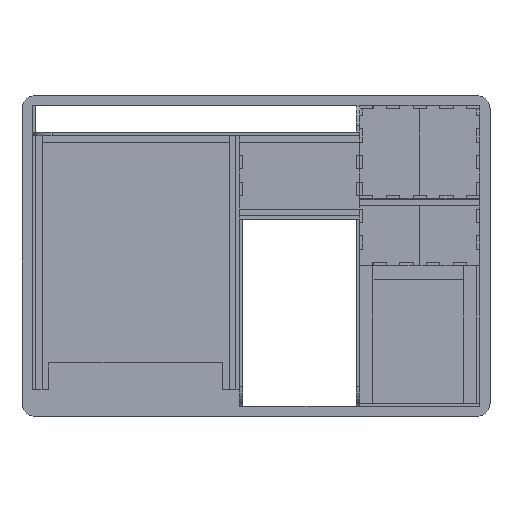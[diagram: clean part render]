
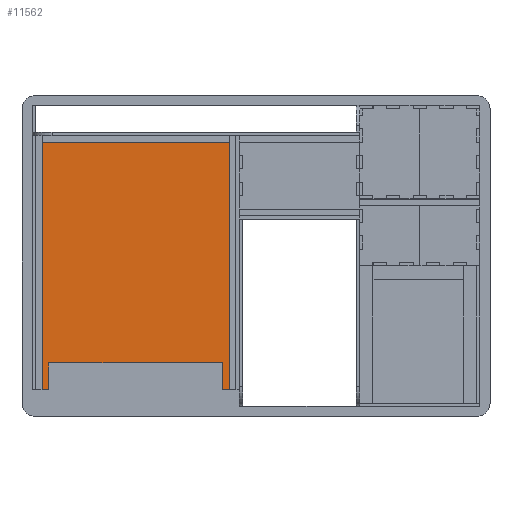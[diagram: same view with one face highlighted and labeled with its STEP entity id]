
A CAD part, top view. The second image highlights one B-rep face of the part: STEP entity #11562.
In plain terms, the highlighted planar face has unit normal (0, 0, 1).
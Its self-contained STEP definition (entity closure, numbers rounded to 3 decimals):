
#10940 = VERTEX_POINT('',#10941);
#10941 = CARTESIAN_POINT('',(0.,0.,3.175));
#10948 = PLANE('',#10949);
#10949 = AXIS2_PLACEMENT_3D('',#10950,#10951,#10952);
#10950 = CARTESIAN_POINT('',(0.,-0.,0.));
#10951 = DIRECTION('',(-1.,0.,0.));
#10952 = DIRECTION('',(0.,1.,0.));
#10960 = PLANE('',#10961);
#10961 = AXIS2_PLACEMENT_3D('',#10962,#10963,#10964);
#10962 = CARTESIAN_POINT('',(0.,-0.,0.));
#10963 = DIRECTION('',(-0.,1.,0.));
#10964 = DIRECTION('',(1.,0.,0.));
#10972 = EDGE_CURVE('',#10940,#10973,#10975,.T.);
#10973 = VERTEX_POINT('',#10974);
#10974 = CARTESIAN_POINT('',(0.,241.3,3.175));
#10975 = SURFACE_CURVE('',#10976,(#10980,#10987),.PCURVE_S1.);
#10976 = LINE('',#10977,#10978);
#10977 = CARTESIAN_POINT('',(0.,0.,3.175));
#10978 = VECTOR('',#10979,1.);
#10979 = DIRECTION('',(0.,1.,0.));
#10980 = PCURVE('',#10948,#10981);
#10981 = DEFINITIONAL_REPRESENTATION('',(#10982),#10986);
#10982 = LINE('',#10983,#10984);
#10983 = CARTESIAN_POINT('',(0.,-3.175));
#10984 = VECTOR('',#10985,1.);
#10985 = DIRECTION('',(1.,0.));
#10986 = ( GEOMETRIC_REPRESENTATION_CONTEXT(2) 
PARAMETRIC_REPRESENTATION_CONTEXT() REPRESENTATION_CONTEXT('2D SPACE',''
  ) );
#10987 = PCURVE('',#10988,#10993);
#10988 = PLANE('',#10989);
#10989 = AXIS2_PLACEMENT_3D('',#10990,#10991,#10992);
#10990 = CARTESIAN_POINT('',(95.25,119.239,3.175));
#10991 = DIRECTION('',(-0.,-0.,-1.));
#10992 = DIRECTION('',(-1.,0.,0.));
#10993 = DEFINITIONAL_REPRESENTATION('',(#10994),#10998);
#10994 = LINE('',#10995,#10996);
#10995 = CARTESIAN_POINT('',(95.25,-119.239));
#10996 = VECTOR('',#10997,1.);
#10997 = DIRECTION('',(0.,1.));
#10998 = ( GEOMETRIC_REPRESENTATION_CONTEXT(2) 
PARAMETRIC_REPRESENTATION_CONTEXT() REPRESENTATION_CONTEXT('2D SPACE',''
  ) );
#11016 = PLANE('',#11017);
#11017 = AXIS2_PLACEMENT_3D('',#11018,#11019,#11020);
#11018 = CARTESIAN_POINT('',(0.,241.3,0.));
#11019 = DIRECTION('',(0.,1.,0.));
#11020 = DIRECTION('',(1.,0.,0.));
#11058 = EDGE_CURVE('',#10973,#11059,#11061,.T.);
#11059 = VERTEX_POINT('',#11060);
#11060 = CARTESIAN_POINT('',(190.5,241.3,3.175));
#11061 = SURFACE_CURVE('',#11062,(#11066,#11073),.PCURVE_S1.);
#11062 = LINE('',#11063,#11064);
#11063 = CARTESIAN_POINT('',(0.,241.3,3.175));
#11064 = VECTOR('',#11065,1.);
#11065 = DIRECTION('',(1.,0.,0.));
#11066 = PCURVE('',#11016,#11067);
#11067 = DEFINITIONAL_REPRESENTATION('',(#11068),#11072);
#11068 = LINE('',#11069,#11070);
#11069 = CARTESIAN_POINT('',(0.,-3.175));
#11070 = VECTOR('',#11071,1.);
#11071 = DIRECTION('',(1.,0.));
#11072 = ( GEOMETRIC_REPRESENTATION_CONTEXT(2) 
PARAMETRIC_REPRESENTATION_CONTEXT() REPRESENTATION_CONTEXT('2D SPACE',''
  ) );
#11073 = PCURVE('',#10988,#11074);
#11074 = DEFINITIONAL_REPRESENTATION('',(#11075),#11079);
#11075 = LINE('',#11076,#11077);
#11076 = CARTESIAN_POINT('',(95.25,122.061));
#11077 = VECTOR('',#11078,1.);
#11078 = DIRECTION('',(-1.,0.));
#11079 = ( GEOMETRIC_REPRESENTATION_CONTEXT(2) 
PARAMETRIC_REPRESENTATION_CONTEXT() REPRESENTATION_CONTEXT('2D SPACE',''
  ) );
#11097 = PLANE('',#11098);
#11098 = AXIS2_PLACEMENT_3D('',#11099,#11100,#11101);
#11099 = CARTESIAN_POINT('',(190.5,241.3,0.));
#11100 = DIRECTION('',(1.,0.,0.));
#11101 = DIRECTION('',(0.,-1.,0.));
#11134 = EDGE_CURVE('',#11059,#11135,#11137,.T.);
#11135 = VERTEX_POINT('',#11136);
#11136 = CARTESIAN_POINT('',(190.5,0.,3.175));
#11137 = SURFACE_CURVE('',#11138,(#11142,#11149),.PCURVE_S1.);
#11138 = LINE('',#11139,#11140);
#11139 = CARTESIAN_POINT('',(190.5,241.3,3.175));
#11140 = VECTOR('',#11141,1.);
#11141 = DIRECTION('',(0.,-1.,0.));
#11142 = PCURVE('',#11097,#11143);
#11143 = DEFINITIONAL_REPRESENTATION('',(#11144),#11148);
#11144 = LINE('',#11145,#11146);
#11145 = CARTESIAN_POINT('',(0.,-3.175));
#11146 = VECTOR('',#11147,1.);
#11147 = DIRECTION('',(1.,0.));
#11148 = ( GEOMETRIC_REPRESENTATION_CONTEXT(2) 
PARAMETRIC_REPRESENTATION_CONTEXT() REPRESENTATION_CONTEXT('2D SPACE',''
  ) );
#11149 = PCURVE('',#10988,#11150);
#11150 = DEFINITIONAL_REPRESENTATION('',(#11151),#11155);
#11151 = LINE('',#11152,#11153);
#11152 = CARTESIAN_POINT('',(-95.25,122.061));
#11153 = VECTOR('',#11154,1.);
#11154 = DIRECTION('',(0.,-1.));
#11155 = ( GEOMETRIC_REPRESENTATION_CONTEXT(2) 
PARAMETRIC_REPRESENTATION_CONTEXT() REPRESENTATION_CONTEXT('2D SPACE',''
  ) );
#11173 = PLANE('',#11174);
#11174 = AXIS2_PLACEMENT_3D('',#11175,#11176,#11177);
#11175 = CARTESIAN_POINT('',(190.5,0.,0.));
#11176 = DIRECTION('',(0.,-1.,0.));
#11177 = DIRECTION('',(-1.,0.,0.));
#11210 = EDGE_CURVE('',#11135,#11211,#11213,.T.);
#11211 = VERTEX_POINT('',#11212);
#11212 = CARTESIAN_POINT('',(177.8,0.,3.175));
#11213 = SURFACE_CURVE('',#11214,(#11218,#11225),.PCURVE_S1.);
#11214 = LINE('',#11215,#11216);
#11215 = CARTESIAN_POINT('',(190.5,0.,3.175));
#11216 = VECTOR('',#11217,1.);
#11217 = DIRECTION('',(-1.,0.,0.));
#11218 = PCURVE('',#11173,#11219);
#11219 = DEFINITIONAL_REPRESENTATION('',(#11220),#11224);
#11220 = LINE('',#11221,#11222);
#11221 = CARTESIAN_POINT('',(0.,-3.175));
#11222 = VECTOR('',#11223,1.);
#11223 = DIRECTION('',(1.,0.));
#11224 = ( GEOMETRIC_REPRESENTATION_CONTEXT(2) 
PARAMETRIC_REPRESENTATION_CONTEXT() REPRESENTATION_CONTEXT('2D SPACE',''
  ) );
#11225 = PCURVE('',#10988,#11226);
#11226 = DEFINITIONAL_REPRESENTATION('',(#11227),#11231);
#11227 = LINE('',#11228,#11229);
#11228 = CARTESIAN_POINT('',(-95.25,-119.239));
#11229 = VECTOR('',#11230,1.);
#11230 = DIRECTION('',(1.,0.));
#11231 = ( GEOMETRIC_REPRESENTATION_CONTEXT(2) 
PARAMETRIC_REPRESENTATION_CONTEXT() REPRESENTATION_CONTEXT('2D SPACE',''
  ) );
#11249 = PLANE('',#11250);
#11250 = AXIS2_PLACEMENT_3D('',#11251,#11252,#11253);
#11251 = CARTESIAN_POINT('',(177.8,25.4,0.));
#11252 = DIRECTION('',(1.,0.,0.));
#11253 = DIRECTION('',(0.,-1.,0.));
#11288 = VERTEX_POINT('',#11289);
#11289 = CARTESIAN_POINT('',(177.8,25.4,3.175));
#11303 = PLANE('',#11304);
#11304 = AXIS2_PLACEMENT_3D('',#11305,#11306,#11307);
#11305 = CARTESIAN_POINT('',(12.7,25.4,0.));
#11306 = DIRECTION('',(0.,1.,0.));
#11307 = DIRECTION('',(1.,0.,0.));
#11315 = EDGE_CURVE('',#11288,#11211,#11316,.T.);
#11316 = SURFACE_CURVE('',#11317,(#11321,#11328),.PCURVE_S1.);
#11317 = LINE('',#11318,#11319);
#11318 = CARTESIAN_POINT('',(177.8,25.4,3.175));
#11319 = VECTOR('',#11320,1.);
#11320 = DIRECTION('',(0.,-1.,0.));
#11321 = PCURVE('',#11249,#11322);
#11322 = DEFINITIONAL_REPRESENTATION('',(#11323),#11327);
#11323 = LINE('',#11324,#11325);
#11324 = CARTESIAN_POINT('',(0.,-3.175));
#11325 = VECTOR('',#11326,1.);
#11326 = DIRECTION('',(1.,0.));
#11327 = ( GEOMETRIC_REPRESENTATION_CONTEXT(2) 
PARAMETRIC_REPRESENTATION_CONTEXT() REPRESENTATION_CONTEXT('2D SPACE',''
  ) );
#11328 = PCURVE('',#10988,#11329);
#11329 = DEFINITIONAL_REPRESENTATION('',(#11330),#11334);
#11330 = LINE('',#11331,#11332);
#11331 = CARTESIAN_POINT('',(-82.55,-93.839));
#11332 = VECTOR('',#11333,1.);
#11333 = DIRECTION('',(0.,-1.));
#11334 = ( GEOMETRIC_REPRESENTATION_CONTEXT(2) 
PARAMETRIC_REPRESENTATION_CONTEXT() REPRESENTATION_CONTEXT('2D SPACE',''
  ) );
#11364 = VERTEX_POINT('',#11365);
#11365 = CARTESIAN_POINT('',(12.7,25.4,3.175));
#11379 = PLANE('',#11380);
#11380 = AXIS2_PLACEMENT_3D('',#11381,#11382,#11383);
#11381 = CARTESIAN_POINT('',(12.7,25.4,0.));
#11382 = DIRECTION('',(1.,0.,0.));
#11383 = DIRECTION('',(0.,-1.,0.));
#11391 = EDGE_CURVE('',#11364,#11288,#11392,.T.);
#11392 = SURFACE_CURVE('',#11393,(#11397,#11404),.PCURVE_S1.);
#11393 = LINE('',#11394,#11395);
#11394 = CARTESIAN_POINT('',(12.7,25.4,3.175));
#11395 = VECTOR('',#11396,1.);
#11396 = DIRECTION('',(1.,0.,0.));
#11397 = PCURVE('',#11303,#11398);
#11398 = DEFINITIONAL_REPRESENTATION('',(#11399),#11403);
#11399 = LINE('',#11400,#11401);
#11400 = CARTESIAN_POINT('',(0.,-3.175));
#11401 = VECTOR('',#11402,1.);
#11402 = DIRECTION('',(1.,0.));
#11403 = ( GEOMETRIC_REPRESENTATION_CONTEXT(2) 
PARAMETRIC_REPRESENTATION_CONTEXT() REPRESENTATION_CONTEXT('2D SPACE',''
  ) );
#11404 = PCURVE('',#10988,#11405);
#11405 = DEFINITIONAL_REPRESENTATION('',(#11406),#11410);
#11406 = LINE('',#11407,#11408);
#11407 = CARTESIAN_POINT('',(82.55,-93.839));
#11408 = VECTOR('',#11409,1.);
#11409 = DIRECTION('',(-1.,0.));
#11410 = ( GEOMETRIC_REPRESENTATION_CONTEXT(2) 
PARAMETRIC_REPRESENTATION_CONTEXT() REPRESENTATION_CONTEXT('2D SPACE',''
  ) );
#11438 = EDGE_CURVE('',#11364,#11439,#11441,.T.);
#11439 = VERTEX_POINT('',#11440);
#11440 = CARTESIAN_POINT('',(12.7,0.,3.175));
#11441 = SURFACE_CURVE('',#11442,(#11446,#11453),.PCURVE_S1.);
#11442 = LINE('',#11443,#11444);
#11443 = CARTESIAN_POINT('',(12.7,25.4,3.175));
#11444 = VECTOR('',#11445,1.);
#11445 = DIRECTION('',(0.,-1.,0.));
#11446 = PCURVE('',#11379,#11447);
#11447 = DEFINITIONAL_REPRESENTATION('',(#11448),#11452);
#11448 = LINE('',#11449,#11450);
#11449 = CARTESIAN_POINT('',(0.,-3.175));
#11450 = VECTOR('',#11451,1.);
#11451 = DIRECTION('',(1.,0.));
#11452 = ( GEOMETRIC_REPRESENTATION_CONTEXT(2) 
PARAMETRIC_REPRESENTATION_CONTEXT() REPRESENTATION_CONTEXT('2D SPACE',''
  ) );
#11453 = PCURVE('',#10988,#11454);
#11454 = DEFINITIONAL_REPRESENTATION('',(#11455),#11459);
#11455 = LINE('',#11456,#11457);
#11456 = CARTESIAN_POINT('',(82.55,-93.839));
#11457 = VECTOR('',#11458,1.);
#11458 = DIRECTION('',(0.,-1.));
#11459 = ( GEOMETRIC_REPRESENTATION_CONTEXT(2) 
PARAMETRIC_REPRESENTATION_CONTEXT() REPRESENTATION_CONTEXT('2D SPACE',''
  ) );
#11509 = EDGE_CURVE('',#10940,#11439,#11510,.T.);
#11510 = SURFACE_CURVE('',#11511,(#11515,#11522),.PCURVE_S1.);
#11511 = LINE('',#11512,#11513);
#11512 = CARTESIAN_POINT('',(0.,0.,3.175));
#11513 = VECTOR('',#11514,1.);
#11514 = DIRECTION('',(1.,0.,0.));
#11515 = PCURVE('',#10960,#11516);
#11516 = DEFINITIONAL_REPRESENTATION('',(#11517),#11521);
#11517 = LINE('',#11518,#11519);
#11518 = CARTESIAN_POINT('',(0.,-3.175));
#11519 = VECTOR('',#11520,1.);
#11520 = DIRECTION('',(1.,0.));
#11521 = ( GEOMETRIC_REPRESENTATION_CONTEXT(2) 
PARAMETRIC_REPRESENTATION_CONTEXT() REPRESENTATION_CONTEXT('2D SPACE',''
  ) );
#11522 = PCURVE('',#10988,#11523);
#11523 = DEFINITIONAL_REPRESENTATION('',(#11524),#11528);
#11524 = LINE('',#11525,#11526);
#11525 = CARTESIAN_POINT('',(95.25,-119.239));
#11526 = VECTOR('',#11527,1.);
#11527 = DIRECTION('',(-1.,0.));
#11528 = ( GEOMETRIC_REPRESENTATION_CONTEXT(2) 
PARAMETRIC_REPRESENTATION_CONTEXT() REPRESENTATION_CONTEXT('2D SPACE',''
  ) );
#11562 = ADVANCED_FACE('',(#11563),#10988,.F.);
#11563 = FACE_BOUND('',#11564,.F.);
#11564 = EDGE_LOOP('',(#11565,#11566,#11567,#11568,#11569,#11570,#11571,
    #11572));
#11565 = ORIENTED_EDGE('',*,*,#10972,.T.);
#11566 = ORIENTED_EDGE('',*,*,#11058,.T.);
#11567 = ORIENTED_EDGE('',*,*,#11134,.T.);
#11568 = ORIENTED_EDGE('',*,*,#11210,.T.);
#11569 = ORIENTED_EDGE('',*,*,#11315,.F.);
#11570 = ORIENTED_EDGE('',*,*,#11391,.F.);
#11571 = ORIENTED_EDGE('',*,*,#11438,.T.);
#11572 = ORIENTED_EDGE('',*,*,#11509,.F.);
